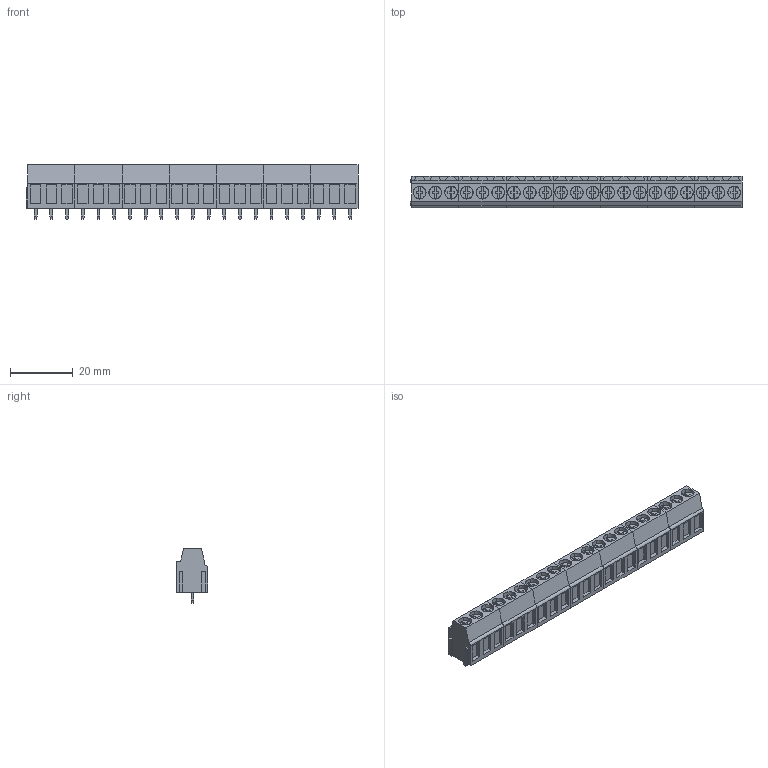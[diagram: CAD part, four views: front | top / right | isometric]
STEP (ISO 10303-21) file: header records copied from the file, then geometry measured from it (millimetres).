
FILE_DESCRIPTION(('CATIA V5 STEP Exchange','CAx-IF Rec.Pracs.--- Model Styling and Organization---1.2---2011-12-15'),'2;1');
FILE_NAME ('D1449960_0_1234180000_1234180000.stp','2018-03-31T09:21:31+00:00',('none'),('Weidmueller'),'CATIA Version 5-6 Release 2014','CATIA V5 STEP AP214','none');
FILE_SCHEMA(('AUTOMOTIVE_DESIGN { 1 0 10303 214 1 1 1 1 }'));
Products named in the file (1): 1234180000
Bounding box: 105.55 x 10 x 17.3 mm (x, y, z)
Volume: 10326.1 mm3; surface area: 12214.6 mm2
Topology: 49 solids, 49 shells, 1785 faces, 4788 edges, 3164 vertices
Faces by surface type: plane 1484, cylinder 301
Entity records: 55102 total; most frequent: CARTESIAN_POINT 11122, ORIENTED_EDGE 9576, DIRECTION 8001, EDGE_CURVE 4788, VECTOR 3892, LINE 3892, VERTEX_POINT 3164, AXIS2_PLACEMENT_3D 2324
